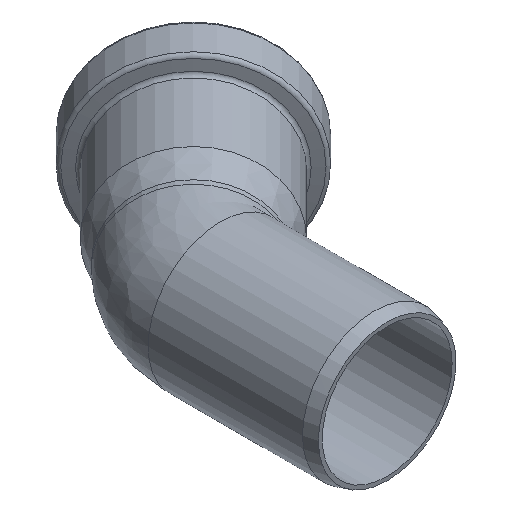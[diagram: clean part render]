
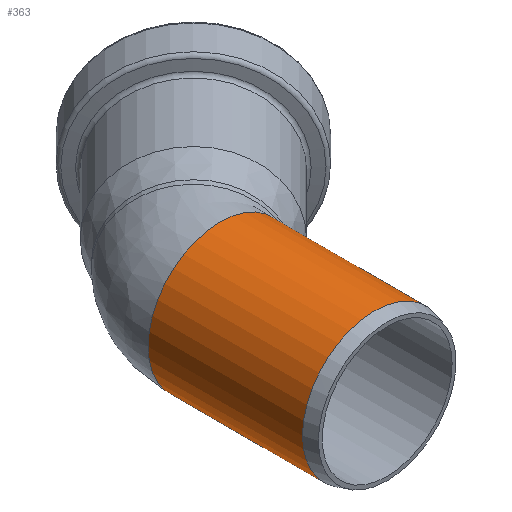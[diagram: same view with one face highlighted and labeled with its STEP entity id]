
A CAD part, isometric view. The second image highlights one B-rep face of the part: STEP entity #363.
In plain terms, the highlighted cylindrical face has radius 20.1 mm (diameter 40.2 mm), a full revolution.
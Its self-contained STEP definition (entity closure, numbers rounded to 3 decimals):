
#35=FACE_BOUND('',#149,.T.);
#66=CYLINDRICAL_SURFACE('',#401,20.1);
#77=CIRCLE('',#399,20.1);
#79=CIRCLE('',#402,20.1);
#114=FACE_OUTER_BOUND('',#148,.T.);
#148=EDGE_LOOP('',(#294,#295));
#149=EDGE_LOOP('',(#296));
#212=ELLIPSE('',#398,21.918,20.1);
#216=VERTEX_POINT('',#619);
#218=VERTEX_POINT('',#629);
#219=VERTEX_POINT('',#668);
#252=EDGE_CURVE('',#218,#216,#212,.T.);
#253=EDGE_CURVE('',#218,#216,#77,.T.);
#255=EDGE_CURVE('',#219,#219,#79,.T.);
#294=ORIENTED_EDGE('',*,*,#252,.F.);
#295=ORIENTED_EDGE('',*,*,#253,.T.);
#296=ORIENTED_EDGE('',*,*,#255,.T.);
#363=ADVANCED_FACE('',(#114,#35),#66,.T.);
#398=AXIS2_PLACEMENT_3D('',#637,#467,#468);
#399=AXIS2_PLACEMENT_3D('',#665,#469,#470);
#401=AXIS2_PLACEMENT_3D('',#667,#473,#474);
#402=AXIS2_PLACEMENT_3D('',#669,#475,#476);
#467=DIRECTION('center_axis',(0.399,0.917,0.));
#468=DIRECTION('ref_axis',(0.917,-0.399,0.));
#469=DIRECTION('center_axis',(0.,-1.,0.));
#470=DIRECTION('ref_axis',(0.,0.,1.));
#473=DIRECTION('center_axis',(0.,-1.,0.));
#474=DIRECTION('ref_axis',(0.,0.,1.));
#475=DIRECTION('center_axis',(0.,1.,0.));
#476=DIRECTION('ref_axis',(0.,0.,1.));
#619=CARTESIAN_POINT('',(17.242,46.503,-10.33));
#629=CARTESIAN_POINT('',(17.242,46.503,10.33));
#637=CARTESIAN_POINT('Origin',(0.,54.,0.));
#665=CARTESIAN_POINT('Origin',(0.,46.503,0.));
#667=CARTESIAN_POINT('Origin',(0.,46.503,0.));
#668=CARTESIAN_POINT('',(-20.1,3.5,0.));
#669=CARTESIAN_POINT('Origin',(0.,3.5,0.));
